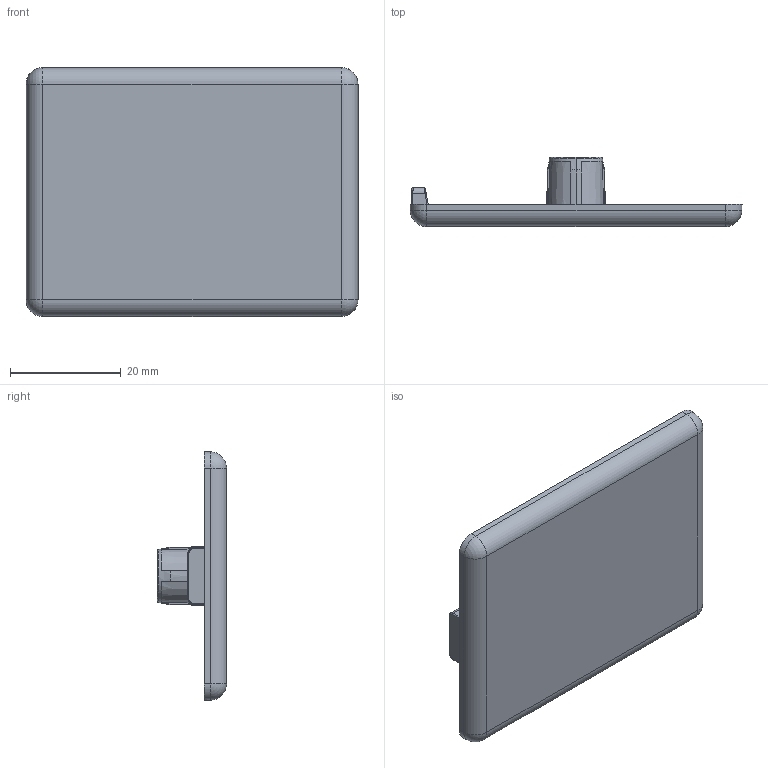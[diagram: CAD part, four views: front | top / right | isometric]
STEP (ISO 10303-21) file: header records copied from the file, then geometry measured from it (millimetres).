
FILE_DESCRIPTION (( 'STEP AP214' ), '1' );
FILE_NAME ('091017S04.STEP', '2021-08-25T15:46:20', ( '' ), ( '' ), 'SwSTEP 2.0', 'SolidWorks 2021', '' );
FILE_SCHEMA (( 'AUTOMOTIVE_DESIGN' ));
Length unit declared in the file: millimetre
Products named in the file (1): 091017S04
Bounding box: 60 x 12.5 x 45 mm (x, y, z)
Volume: 8839.8 mm3; surface area: 6674.9 mm2
Topology: 1 solids, 1 shells, 102 faces, 247 edges, 157 vertices
Faces by surface type: plane 43, cylinder 24, cone 17, bspline 12, sphere 4, torus 2
Entity records: 3342 total; most frequent: CARTESIAN_POINT 1029, ORIENTED_EDGE 494, DIRECTION 444, EDGE_CURVE 247, AXIS2_PLACEMENT_3D 164, VERTEX_POINT 157, VECTOR 116, LINE 116
